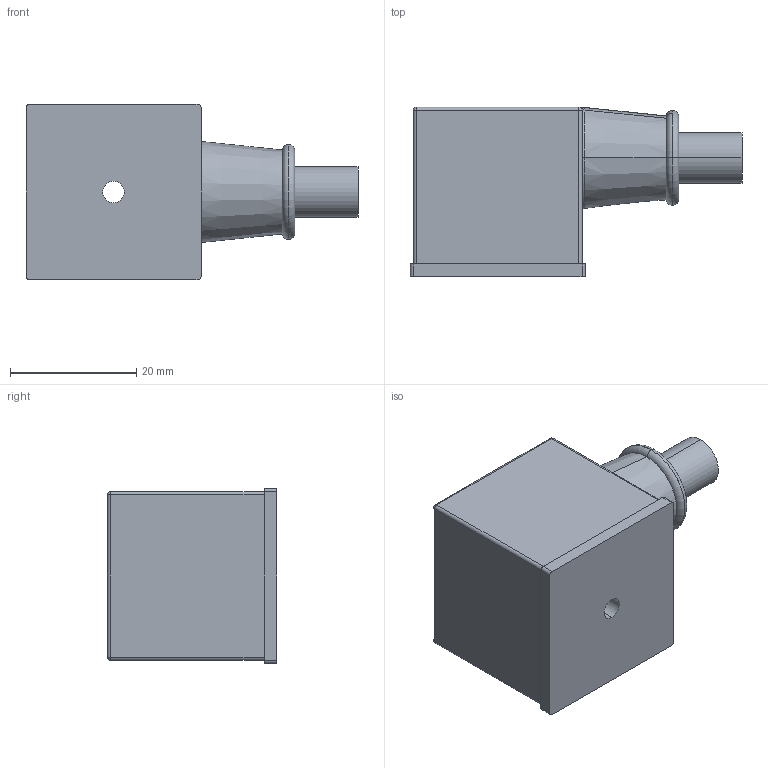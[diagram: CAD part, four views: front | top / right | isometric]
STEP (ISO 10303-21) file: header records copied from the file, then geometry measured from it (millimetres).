
FILE_DESCRIPTION (( 'STEP AP214' ), '1' );
FILE_NAME ('CNT00026_M8.STEP', '2018-09-18T12:09:05', ( '' ), ( '' ), 'SwSTEP 2.0', 'SolidWorks 2018', '' );
FILE_SCHEMA (( 'AUTOMOTIVE_DESIGN' ));
Length unit declared in the file: millimetre
Products named in the file (1): CNT00026_M8
Bounding box: 52.5 x 26.8 x 27.7 mm (x, y, z)
Volume: 21748.1 mm3; surface area: 5912.9 mm2
Topology: 1 solids, 1 shells, 81 faces, 183 edges, 103 vertices
Faces by surface type: cylinder 30, plane 18, torus 15, bspline 10, cone 4, sphere 4
Entity records: 2677 total; most frequent: CARTESIAN_POINT 680, DIRECTION 390, ORIENTED_EDGE 350, EDGE_CURVE 175, AXIS2_PLACEMENT_3D 167, VERTEX_POINT 103, CIRCLE 95, EDGE_LOOP 90
